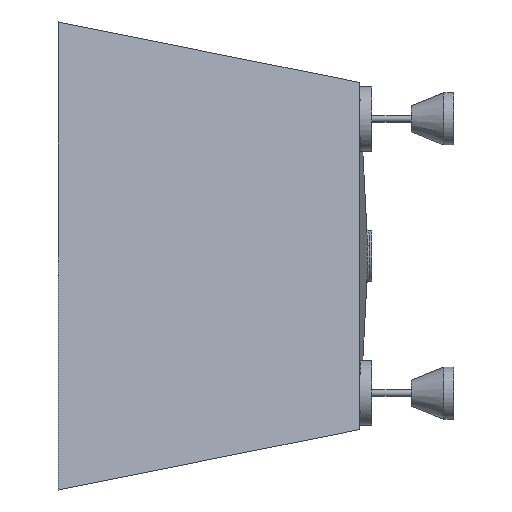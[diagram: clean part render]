
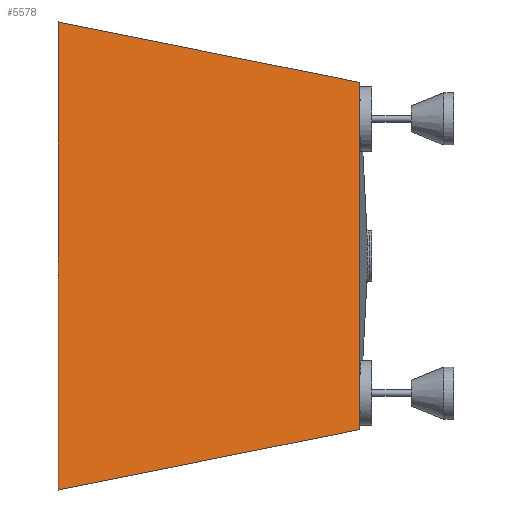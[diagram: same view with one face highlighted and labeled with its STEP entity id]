
A CAD part, left-side view. The second image highlights one B-rep face of the part: STEP entity #5578.
In plain terms, the highlighted planar face has unit normal (-0.877, -0.48, 0).
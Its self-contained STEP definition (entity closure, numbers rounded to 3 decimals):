
#5 = CARTESIAN_POINT ( 'NONE',  ( 237.201, -460.833, -526. ) ) ;
#41 = EDGE_CURVE ( 'NONE', #3185, #5838, #512, .T. ) ;
#158 = LINE ( 'NONE', #6689, #1919 ) ;
#362 = B_SPLINE_CURVE_WITH_KNOTS ( 'NONE', 3,
 ( #6148, #6075, #5994, #5968 ),
 .UNSPECIFIED., .F., .F.,
 ( 4, 4 ),
 ( 0., 0.007 ),
 .UNSPECIFIED. ) ;
#512 = B_SPLINE_CURVE_WITH_KNOTS ( 'NONE', 3,
 ( #3511, #3719, #5, #3504, #3490, #3501, #3482, #3466, #3475, #1492, #3437, #5993, #3412 ),
 .UNSPECIFIED., .F., .F.,
 ( 4, 3, 3, 3, 4 ),
 ( 1.33, 1.447, 1.589, 1.844, 1.847 ),
 .UNSPECIFIED. ) ;
#632 = LINE ( 'NONE', #6709, #1634 ) ;
#656 = CARTESIAN_POINT ( 'NONE',  ( -14.817, 0., 13.26 ) ) ;
#987 = B_SPLINE_CURVE_WITH_KNOTS ( 'NONE', 3,
 ( #4315, #4340, #4250, #4229 ),
 .UNSPECIFIED., .F., .F.,
 ( 4, 4 ),
 ( 0., 0.007 ),
 .UNSPECIFIED. ) ;
#1454 = DIRECTION ( 'NONE',  ( 0.48, -0.877, 0. ) ) ;
#1468 = DIRECTION ( 'NONE',  ( -0.877, -0.48, 0. ) ) ;
#1492 = CARTESIAN_POINT ( 'NONE',  ( 237.201, -460.833, -89.956 ) ) ;
#1495 = CARTESIAN_POINT ( 'NONE',  ( 233.594, -454.238, -600. ) ) ;
#1634 = VECTOR ( 'NONE', #6878, 1000. ) ;
#1737 = VECTOR ( 'NONE', #1884, 1000. ) ;
#1884 = DIRECTION ( 'NONE',  ( 0.473, -0.864, 0.174 ) ) ;
#1919 = VECTOR ( 'NONE', #6681, 1000. ) ;
#2029 = CARTESIAN_POINT ( 'NONE',  ( 234.579, -456.038, -611.645 ) ) ;
#2234 = ORIENTED_EDGE ( 'NONE', *, *, #4189, .F. ) ;
#2352 = PLANE ( 'NONE',  #3821 ) ;
#2476 = CARTESIAN_POINT ( 'NONE',  ( 237.012, -460.487, -79.249 ) ) ;
#2581 = CARTESIAN_POINT ( 'NONE',  ( 237.012, -460.487, -610.751 ) ) ;
#2585 = VERTEX_POINT ( 'NONE', #656 ) ;
#2618 = EDGE_CURVE ( 'NONE', #3999, #7137, #7193, .T. ) ;
#2663 = ORIENTED_EDGE ( 'NONE', *, *, #41, .T. ) ;
#2673 = ORIENTED_EDGE ( 'NONE', *, *, #3245, .F. ) ;
#3185 = VERTEX_POINT ( 'NONE', #7076 ) ;
#3245 = EDGE_CURVE ( 'NONE', #2585, #7199, #158, .T. ) ;
#3392 = EDGE_CURVE ( 'NONE', #7137, #3185, #362, .T. ) ;
#3412 = CARTESIAN_POINT ( 'NONE',  ( 237.201, -460.833, -86.285 ) ) ;
#3437 = CARTESIAN_POINT ( 'NONE',  ( 237.201, -460.833, -88.732 ) ) ;
#3466 = CARTESIAN_POINT ( 'NONE',  ( 237.201, -460.833, -259.985 ) ) ;
#3475 = CARTESIAN_POINT ( 'NONE',  ( 237.201, -460.833, -174.971 ) ) ;
#3482 = CARTESIAN_POINT ( 'NONE',  ( 237.201, -460.833, -345. ) ) ;
#3490 = CARTESIAN_POINT ( 'NONE',  ( 237.201, -460.833, -439.762 ) ) ;
#3501 = CARTESIAN_POINT ( 'NONE',  ( 237.201, -460.833, -392.381 ) ) ;
#3504 = CARTESIAN_POINT ( 'NONE',  ( 237.201, -460.833, -487.143 ) ) ;
#3511 = CARTESIAN_POINT ( 'NONE',  ( 237.201, -460.833, -603.715 ) ) ;
#3548 = EDGE_CURVE ( 'NONE', #7199, #5838, #987, .T. ) ;
#3668 = FACE_OUTER_BOUND ( 'NONE', #6318, .T. ) ;
#3719 = CARTESIAN_POINT ( 'NONE',  ( 237.201, -460.833, -564.858 ) ) ;
#3821 = AXIS2_PLACEMENT_3D ( 'NONE', #1495, #1468, #1454 ) ;
#3999 = VERTEX_POINT ( 'NONE', #7456 ) ;
#4189 = EDGE_CURVE ( 'NONE', #3999, #2585, #632, .T. ) ;
#4229 = CARTESIAN_POINT ( 'NONE',  ( 237.201, -460.833, -86.285 ) ) ;
#4250 = CARTESIAN_POINT ( 'NONE',  ( 237.138, -460.718, -83.94 ) ) ;
#4315 = CARTESIAN_POINT ( 'NONE',  ( 237.012, -460.487, -79.249 ) ) ;
#4340 = CARTESIAN_POINT ( 'NONE',  ( 237.075, -460.603, -81.594 ) ) ;
#5578 = ADVANCED_FACE ( 'NONE', ( #3668 ), #2352, .T. ) ;
#5838 = VERTEX_POINT ( 'NONE', #6619 ) ;
#5968 = CARTESIAN_POINT ( 'NONE',  ( 237.201, -460.833, -603.715 ) ) ;
#5993 = CARTESIAN_POINT ( 'NONE',  ( 237.201, -460.833, -87.509 ) ) ;
#5994 = CARTESIAN_POINT ( 'NONE',  ( 237.138, -460.718, -606.06 ) ) ;
#6075 = CARTESIAN_POINT ( 'NONE',  ( 237.075, -460.603, -608.406 ) ) ;
#6148 = CARTESIAN_POINT ( 'NONE',  ( 237.012, -460.487, -610.751 ) ) ;
#6318 = EDGE_LOOP ( 'NONE', ( #6662, #6740, #2663, #6912, #2673, #2234 ) ) ;
#6619 = CARTESIAN_POINT ( 'NONE',  ( 237.201, -460.833, -86.285 ) ) ;
#6662 = ORIENTED_EDGE ( 'NONE', *, *, #2618, .T. ) ;
#6681 = DIRECTION ( 'NONE',  ( 0.473, -0.864, -0.174 ) ) ;
#6689 = CARTESIAN_POINT ( 'NONE',  ( 234.579, -456.038, -78.355 ) ) ;
#6709 = CARTESIAN_POINT ( 'NONE',  ( -14.817, 0., -600. ) ) ;
#6740 = ORIENTED_EDGE ( 'NONE', *, *, #3392, .T. ) ;
#6878 = DIRECTION ( 'NONE',  ( 0., 0., 1. ) ) ;
#6912 = ORIENTED_EDGE ( 'NONE', *, *, #3548, .F. ) ;
#7076 = CARTESIAN_POINT ( 'NONE',  ( 237.201, -460.833, -603.715 ) ) ;
#7137 = VERTEX_POINT ( 'NONE', #2581 ) ;
#7193 = LINE ( 'NONE', #2029, #1737 ) ;
#7199 = VERTEX_POINT ( 'NONE', #2476 ) ;
#7456 = CARTESIAN_POINT ( 'NONE',  ( -14.817, 0., -703.26 ) ) ;
